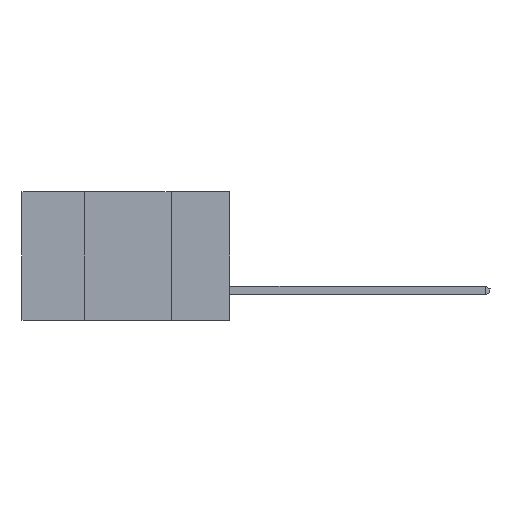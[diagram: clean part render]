
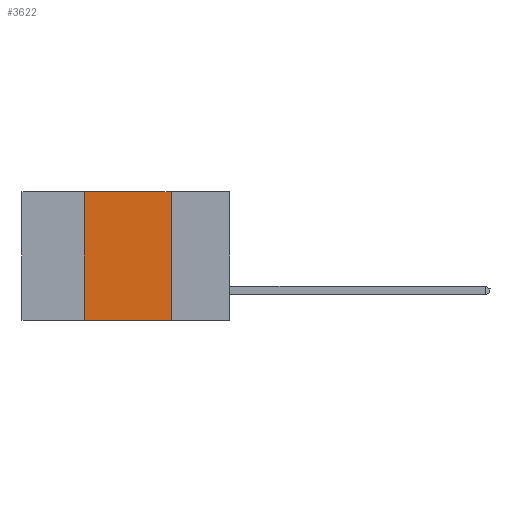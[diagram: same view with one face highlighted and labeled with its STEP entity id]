
A CAD part, left-side view. The second image highlights one B-rep face of the part: STEP entity #3622.
In plain terms, the highlighted planar face has unit normal (-1, 0, 0).
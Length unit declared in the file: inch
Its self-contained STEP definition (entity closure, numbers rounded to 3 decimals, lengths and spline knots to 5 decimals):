
#129 = EDGE_CURVE ( 'NONE', #3854, #7357, #1353, .T. ) ;
#259 = ORIENTED_EDGE ( 'NONE', *, *, #3601, .F. ) ;
#732 = CARTESIAN_POINT ( 'NONE',  ( 0., 0.6, -0.37 ) ) ;
#735 = VECTOR ( 'NONE', #4510, 39.37008 ) ;
#840 = VERTEX_POINT ( 'NONE', #4498 ) ;
#1353 = LINE ( 'NONE', #8908, #5333 ) ;
#1455 = LINE ( 'NONE', #732, #735 ) ;
#1566 = DIRECTION ( 'NONE',  ( 0., 0., 1. ) ) ;
#2102 = LINE ( 'NONE', #8320, #2555 ) ;
#2555 = VECTOR ( 'NONE', #1566, 39.37008 ) ;
#2744 = ORIENTED_EDGE ( 'NONE', *, *, #129, .F. ) ;
#3601 = EDGE_CURVE ( 'NONE', #4232, #840, #2102, .T. ) ;
#3622 = ADVANCED_FACE ( 'NONE', ( #9610 ), #6040, .F. ) ;
#3854 = VERTEX_POINT ( 'NONE', #8795 ) ;
#4232 = VERTEX_POINT ( 'NONE', #6264 ) ;
#4355 = DIRECTION ( 'NONE',  ( 0., 0., -1. ) ) ;
#4373 = CARTESIAN_POINT ( 'NONE',  ( 0., 0.17, -0.37 ) ) ;
#4470 = VECTOR ( 'NONE', #4949, 39.37008 ) ;
#4498 = CARTESIAN_POINT ( 'NONE',  ( 0., 0.42, 0. ) ) ;
#4510 = DIRECTION ( 'NONE',  ( 0., -1., 0. ) ) ;
#4949 = DIRECTION ( 'NONE',  ( 0., -1., 0. ) ) ;
#5248 = EDGE_LOOP ( 'NONE', ( #2744, #8645, #259, #8940 ) ) ;
#5333 = VECTOR ( 'NONE', #4355, 39.37008 ) ;
#5396 = AXIS2_PLACEMENT_3D ( 'NONE', #9657, #9074, #7520 ) ;
#5633 = LINE ( 'NONE', #5680, #4470 ) ;
#5680 = CARTESIAN_POINT ( 'NONE',  ( 0., 0.6, 0. ) ) ;
#5710 = EDGE_CURVE ( 'NONE', #840, #3854, #5633, .T. ) ;
#6040 = PLANE ( 'NONE',  #5396 ) ;
#6264 = CARTESIAN_POINT ( 'NONE',  ( 0., 0.42, -0.37 ) ) ;
#7357 = VERTEX_POINT ( 'NONE', #4373 ) ;
#7520 = DIRECTION ( 'NONE',  ( 0., 0., -1. ) ) ;
#7885 = EDGE_CURVE ( 'NONE', #4232, #7357, #1455, .T. ) ;
#8320 = CARTESIAN_POINT ( 'NONE',  ( 0., 0.42, -0.37 ) ) ;
#8645 = ORIENTED_EDGE ( 'NONE', *, *, #5710, .F. ) ;
#8795 = CARTESIAN_POINT ( 'NONE',  ( 0., 0.17, 0. ) ) ;
#8908 = CARTESIAN_POINT ( 'NONE',  ( 0., 0.17, -0.37 ) ) ;
#8940 = ORIENTED_EDGE ( 'NONE', *, *, #7885, .T. ) ;
#9074 = DIRECTION ( 'NONE',  ( 1., 0., 0. ) ) ;
#9610 = FACE_OUTER_BOUND ( 'NONE', #5248, .T. ) ;
#9657 = CARTESIAN_POINT ( 'NONE',  ( 0., 0.6, 0. ) ) ;
